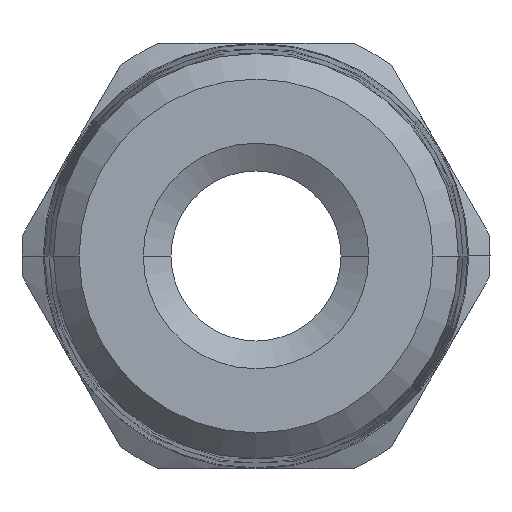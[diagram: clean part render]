
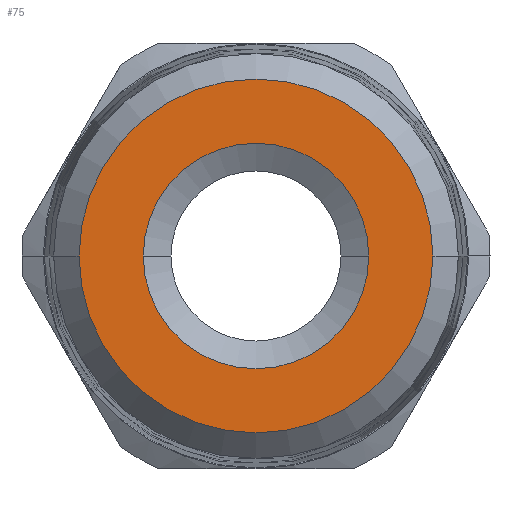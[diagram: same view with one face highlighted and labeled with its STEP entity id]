
A CAD part, left-side view. The second image highlights one B-rep face of the part: STEP entity #75.
In plain terms, the highlighted planar face has unit normal (-1, 0, 0).
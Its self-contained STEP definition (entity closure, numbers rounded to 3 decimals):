
#75=ADVANCED_FACE('',(#171,#172),#173,.T.);
#171=FACE_BOUND('',#305,.T.);
#172=FACE_OUTER_BOUND('',#306,.T.);
#173=PLANE('',#307);
#305=EDGE_LOOP('',(#591,#592));
#306=EDGE_LOOP('',(#593,#594));
#307=AXIS2_PLACEMENT_3D('',#595,#596,#597);
#591=ORIENTED_EDGE('',*,*,#947,.T.);
#592=ORIENTED_EDGE('',*,*,#946,.T.);
#593=ORIENTED_EDGE('',*,*,#927,.F.);
#594=ORIENTED_EDGE('',*,*,#956,.F.);
#595=CARTESIAN_POINT('',(-30.5,-2.079,0.0));
#596=DIRECTION('',(-1.0,0.,-0.0));
#597=DIRECTION('',(0.,1.0,0.0));
#927=EDGE_CURVE('',#1121,#1124,#1125,.T.);
#946=EDGE_CURVE('',#1155,#1157,#1159,.T.);
#947=EDGE_CURVE('',#1157,#1155,#1160,.T.);
#956=EDGE_CURVE('',#1124,#1121,#1169,.T.);
#1121=VERTEX_POINT('',#1425);
#1124=VERTEX_POINT('',#1429);
#1125=CIRCLE('',#1430,4.159);
#1155=VERTEX_POINT('',#1469);
#1157=VERTEX_POINT('',#1472);
#1159=CIRCLE('',#1475,2.65);
#1160=CIRCLE('',#1476,2.65);
#1169=CIRCLE('',#1485,4.159);
#1425=CARTESIAN_POINT('',(-30.5,-4.159,0.0));
#1429=CARTESIAN_POINT('',(-30.5,4.159,0.));
#1430=AXIS2_PLACEMENT_3D('',#1927,#1928,#1929);
#1469=CARTESIAN_POINT('',(-30.5,2.65,0.));
#1472=CARTESIAN_POINT('',(-30.5,-2.65,0.));
#1475=AXIS2_PLACEMENT_3D('',#1962,#1963,#1964);
#1476=AXIS2_PLACEMENT_3D('',#1965,#1966,#1967);
#1485=AXIS2_PLACEMENT_3D('',#1992,#1993,#1994);
#1927=CARTESIAN_POINT('',(-30.5,0.0,0.0));
#1928=DIRECTION('',(1.0,0.,0.0));
#1929=DIRECTION('',(0.,-1.0,0.0));
#1962=CARTESIAN_POINT('',(-30.5,0.0,0.0));
#1963=DIRECTION('',(1.0,0.,0.0));
#1964=DIRECTION('',(0.,1.0,0.0));
#1965=CARTESIAN_POINT('',(-30.5,0.0,0.0));
#1966=DIRECTION('',(1.0,0.,0.0));
#1967=DIRECTION('',(0.,1.0,0.0));
#1992=CARTESIAN_POINT('',(-30.5,0.0,0.0));
#1993=DIRECTION('',(1.0,0.,0.0));
#1994=DIRECTION('',(0.,-1.0,0.0));
